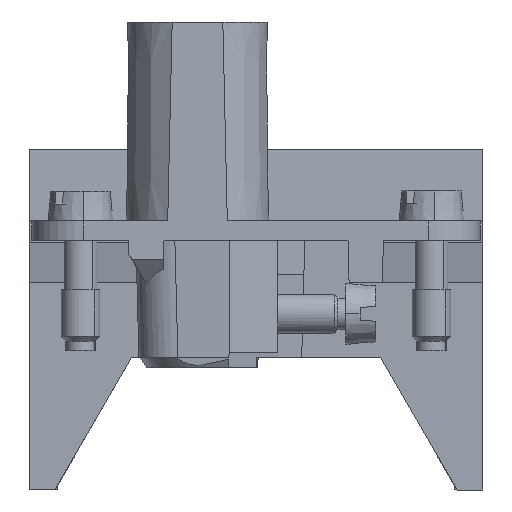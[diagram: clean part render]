
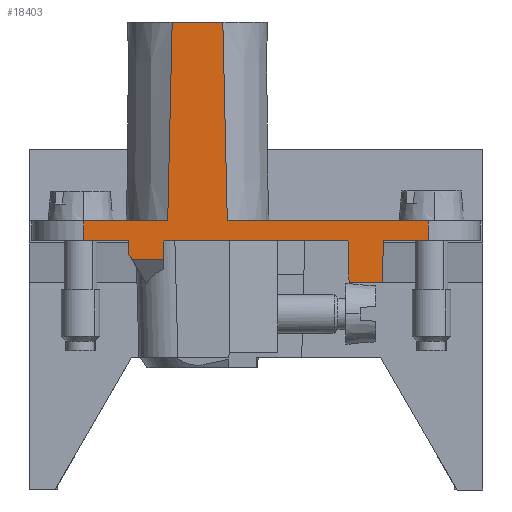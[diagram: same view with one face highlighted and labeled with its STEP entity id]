
A CAD part, front view. The second image highlights one B-rep face of the part: STEP entity #18403.
In plain terms, the highlighted face is planar.
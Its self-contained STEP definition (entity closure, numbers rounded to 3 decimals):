
#1174=(
BOUNDED_CURVE()
B_SPLINE_CURVE(2,(#25107,#25108,#25109),.UNSPECIFIED.,.F.,.U.)
B_SPLINE_CURVE_WITH_KNOTS((3,3),(0.047,15.35),
 .UNSPECIFIED.)
CURVE()
GEOMETRIC_REPRESENTATION_ITEM()
RATIONAL_B_SPLINE_CURVE((1.,1.,1.))
REPRESENTATION_ITEM('')
);
#1176=(
BOUNDED_CURVE()
B_SPLINE_CURVE(2,(#26960,#26961,#26962),.UNSPECIFIED.,.F.,.U.)
B_SPLINE_CURVE_WITH_KNOTS((3,3),(0.047,15.35),
 .UNSPECIFIED.)
CURVE()
GEOMETRIC_REPRESENTATION_ITEM()
RATIONAL_B_SPLINE_CURVE((1.,1.,1.))
REPRESENTATION_ITEM('')
);
#2070=VERTEX_POINT('',#25071);
#2080=VERTEX_POINT('',#25090);
#2087=VERTEX_POINT('',#25106);
#2088=VERTEX_POINT('',#25110);
#2133=VERTEX_POINT('',#25237);
#2134=VERTEX_POINT('',#25238);
#2158=VERTEX_POINT('',#25296);
#2159=VERTEX_POINT('',#25298);
#2241=VERTEX_POINT('',#25487);
#2242=VERTEX_POINT('',#25489);
#2252=VERTEX_POINT('',#25516);
#2253=VERTEX_POINT('',#25518);
#2262=VERTEX_POINT('',#25540);
#2263=VERTEX_POINT('',#25541);
#2295=VERTEX_POINT('',#25659);
#2436=VERTEX_POINT('',#26551);
#2587=VERTEX_POINT('',#26959);
#3872=VECTOR('',#20747,1.);
#3918=VECTOR('',#20827,1.);
#3945=VECTOR('',#20863,1.);
#4025=VECTOR('',#20983,1.);
#4039=VECTOR('',#21001,1.);
#4049=VECTOR('',#21015,1.);
#4065=VECTOR('',#21044,1.);
#4066=VECTOR('',#21046,1.);
#4090=VECTOR('',#21085,1.);
#4223=VECTOR('',#21249,1.);
#4254=VECTOR('',#21304,1.);
#4324=VECTOR('',#21395,1.);
#4450=VECTOR('',#21576,1.);
#4451=VECTOR('',#21577,1.);
#4452=VECTOR('',#21578,1.);
#5844=LINE('',#25091,#3872);
#5890=LINE('',#25236,#3918);
#5917=LINE('',#25297,#3945);
#5997=LINE('',#25488,#4025);
#6011=LINE('',#25517,#4039);
#6021=LINE('',#25539,#4049);
#6037=LINE('',#25602,#4065);
#6038=LINE('',#25604,#4066);
#6062=LINE('',#25658,#4090);
#6195=LINE('',#26486,#4223);
#6226=LINE('',#26550,#4254);
#6296=LINE('',#26703,#4324);
#6422=LINE('',#26956,#4450);
#6423=LINE('',#26957,#4451);
#6424=LINE('',#26958,#4452);
#7821=EDGE_CURVE('',#2080,#2070,#5844,.T.);
#7828=EDGE_CURVE('',#2087,#2088,#1174,.F.);
#7880=EDGE_CURVE('',#2133,#2134,#5890,.T.);
#7908=EDGE_CURVE('',#2158,#2159,#5917,.F.);
#7997=EDGE_CURVE('',#2242,#2241,#5997,.T.);
#8011=EDGE_CURVE('',#2252,#2253,#6011,.T.);
#8021=EDGE_CURVE('',#2262,#2263,#6021,.F.);
#8042=EDGE_CURVE('',#2253,#2263,#6037,.T.);
#8043=EDGE_CURVE('',#2241,#2070,#6038,.F.);
#8071=EDGE_CURVE('',#2088,#2295,#6062,.T.);
#8215=EDGE_CURVE('',#2295,#2133,#6195,.F.);
#8254=EDGE_CURVE('',#2436,#2262,#6226,.T.);
#8333=EDGE_CURVE('',#2158,#2134,#6296,.T.);
#8468=EDGE_CURVE('',#2252,#2242,#6422,.T.);
#8469=EDGE_CURVE('',#2159,#2080,#6423,.T.);
#8470=EDGE_CURVE('',#2587,#2087,#6424,.F.);
#8471=EDGE_CURVE('',#2436,#2587,#1176,.T.);
#11505=ORIENTED_EDGE('',*,*,#8021,.T.);
#11506=ORIENTED_EDGE('',*,*,#8042,.F.);
#11507=ORIENTED_EDGE('',*,*,#8011,.F.);
#11508=ORIENTED_EDGE('',*,*,#8468,.T.);
#11509=ORIENTED_EDGE('',*,*,#7997,.T.);
#11510=ORIENTED_EDGE('',*,*,#8043,.T.);
#11511=ORIENTED_EDGE('',*,*,#7821,.F.);
#11512=ORIENTED_EDGE('',*,*,#8469,.F.);
#11513=ORIENTED_EDGE('',*,*,#7908,.F.);
#11514=ORIENTED_EDGE('',*,*,#8333,.T.);
#11515=ORIENTED_EDGE('',*,*,#7880,.F.);
#11516=ORIENTED_EDGE('',*,*,#8215,.F.);
#11517=ORIENTED_EDGE('',*,*,#8071,.F.);
#11518=ORIENTED_EDGE('',*,*,#7828,.F.);
#11519=ORIENTED_EDGE('',*,*,#8470,.F.);
#11520=ORIENTED_EDGE('',*,*,#8471,.F.);
#11521=ORIENTED_EDGE('',*,*,#8254,.T.);
#16279=EDGE_LOOP('',(#11505,#11506,#11507,#11508,#11509,#11510,#11511,#11512,
#11513,#11514,#11515,#11516,#11517,#11518,#11519,#11520,#11521));
#17352=FACE_BOUND('',#16279,.T.);
#18403=ADVANCED_FACE('',(#17352),#43110,.T.);
#19498=AXIS2_PLACEMENT_3D('',#26955,#21575,$);
#20747=DIRECTION('',(0.,0.,1.));
#20827=DIRECTION('',(0.,0.,1.));
#20863=DIRECTION('',(0.,0.,-1.));
#20983=DIRECTION('',(0.,0.,-1.));
#21001=DIRECTION('',(0.,1.,0.026));
#21015=DIRECTION('',(0.,1.,0.));
#21044=DIRECTION('',(0.,0.,1.));
#21046=DIRECTION('',(0.,-1.,0.026));
#21085=DIRECTION('',(0.,0.,-1.));
#21249=DIRECTION('',(0.,1.,0.));
#21304=DIRECTION('',(0.,0.,1.));
#21395=DIRECTION('',(0.,1.,-0.026));
#21575=DIRECTION('',(1.,0.,0.));
#21576=DIRECTION('',(0.,-0.866,-0.5));
#21577=DIRECTION('',(0.,1.,0.026));
#21578=DIRECTION('',(0.,0.,1.));
#25071=CARTESIAN_POINT('',(-16.25,15.301,-10.124));
#25090=CARTESIAN_POINT('',(-16.25,15.301,-24.276));
#25091=CARTESIAN_POINT('',(-16.25,15.301,-19.692));
#25106=CARTESIAN_POINT('',(-16.25,32.101,-14.649));
#25107=CARTESIAN_POINT('',(-16.25,16.801,-14.991));
#25108=CARTESIAN_POINT('',(-16.25,25.068,-14.818));
#25109=CARTESIAN_POINT('',(-16.25,32.101,-14.649));
#25110=CARTESIAN_POINT('',(-16.25,16.801,-14.991));
#25236=CARTESIAN_POINT('',(-16.25,15.301,-19.692));
#25237=CARTESIAN_POINT('',(-16.25,15.301,-30.45));
#25238=CARTESIAN_POINT('',(-16.25,15.301,-27.));
#25296=CARTESIAN_POINT('',(-16.25,12.091,-26.916));
#25297=CARTESIAN_POINT('',(-16.25,12.091,-25.292));
#25298=CARTESIAN_POINT('',(-16.25,12.091,-24.36));
#25487=CARTESIAN_POINT('',(-16.25,13.798,-10.085));
#25488=CARTESIAN_POINT('',(-16.25,13.798,-26.293));
#25489=CARTESIAN_POINT('',(-16.25,13.798,-7.69));
#25516=CARTESIAN_POINT('',(-16.25,14.253,-7.427));
#25517=CARTESIAN_POINT('',(-16.25,15.208,-7.402));
#25518=CARTESIAN_POINT('',(-16.25,15.301,-7.4));
#25539=CARTESIAN_POINT('',(-16.25,0.,-3.95));
#25540=CARTESIAN_POINT('',(-16.25,16.801,-3.95));
#25541=CARTESIAN_POINT('',(-16.25,15.301,-3.95));
#25602=CARTESIAN_POINT('',(-16.25,15.301,-19.692));
#25604=CARTESIAN_POINT('',(-16.25,15.559,-10.131));
#25658=CARTESIAN_POINT('',(-16.25,16.801,-19.692));
#25659=CARTESIAN_POINT('',(-16.25,16.801,-30.45));
#26486=CARTESIAN_POINT('',(-16.25,0.,-30.45));
#26550=CARTESIAN_POINT('',(-16.25,16.801,-6.192));
#26551=CARTESIAN_POINT('',(-16.25,16.801,-10.409));
#26703=CARTESIAN_POINT('',(-16.25,15.338,-27.001));
#26955=CARTESIAN_POINT('',(-16.25,15.502,-22.184));
#26956=CARTESIAN_POINT('',(-16.25,11.551,-8.988));
#26957=CARTESIAN_POINT('',(-16.25,15.429,-24.272));
#26958=CARTESIAN_POINT('',(-16.25,32.101,-17.392));
#26959=CARTESIAN_POINT('',(-16.25,32.101,-10.751));
#26960=CARTESIAN_POINT('',(-16.25,16.801,-10.409));
#26961=CARTESIAN_POINT('',(-16.25,25.068,-10.582));
#26962=CARTESIAN_POINT('',(-16.25,32.101,-10.751));
#43110=PLANE('',#19498);
